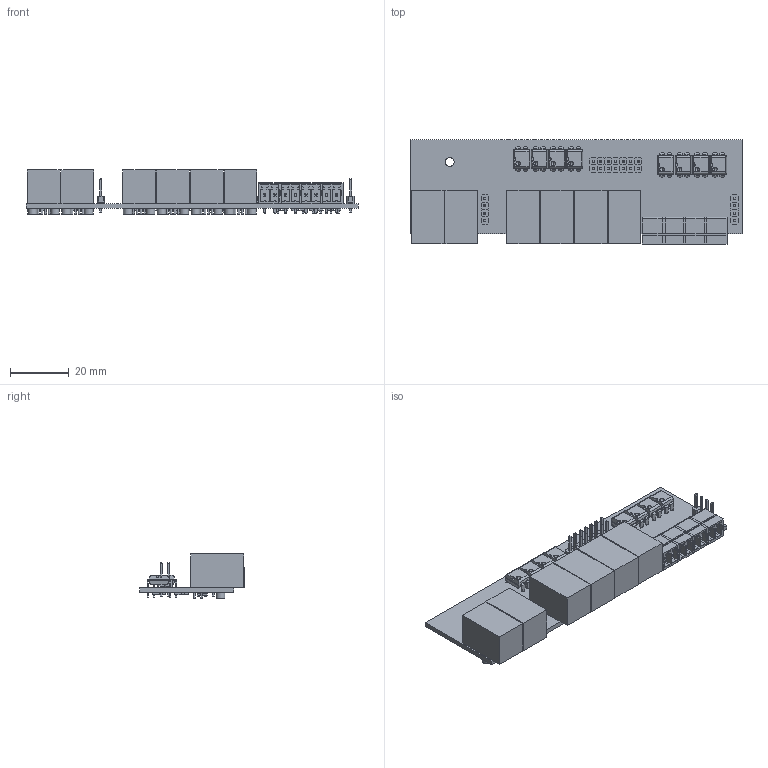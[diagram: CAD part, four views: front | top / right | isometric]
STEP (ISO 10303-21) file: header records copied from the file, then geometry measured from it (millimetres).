
FILE_DESCRIPTION(('Open CASCADE Model'),'2;1');
FILE_NAME('Open CASCADE Shape Model','2015-11-30T16:41:16',('Author'),( 'Open CASCADE'),'Open CASCADE STEP processor 6.5','Open CASCADE 6.5' ,'Unknown');
FILE_SCHEMA(('AUTOMOTIVE_DESIGN { 1 0 10303 214 1 1 1 1 }'));
Length unit declared in the file: millimetre
Products named in the file (62): PCB; Board; X22; PLS-1; X24; X20; C22; 0805_SMD_Capacitor; C23; C24; C25; C26; C27; C29; C31; C33; C37; D5; SOT-23; D6; R24; Resistor_0805; R25; R26; R27; R28; R29; R30; R31; R33; R34; R35; R36; R37; R38; R39; R40; R45; R49; U12 ...
Assembly tree (158 placements, depth 4):
  PCB
    Board
    X22
      PLS-1  x14
    X24
      PLS-1  x4
    X20
      PLS-1  x4
    C22
      0805_SMD_Capacitor
    C23
      0805_SMD_Capacitor
    C24
      0805_SMD_Capacitor
    C25
      0805_SMD_Capacitor
    C26
      0805_SMD_Capacitor
    C27
      0805_SMD_Capacitor
    C29
      0805_SMD_Capacitor
    C31
      0805_SMD_Capacitor
    C33
      0805_SMD_Capacitor
    C37
      0805_SMD_Capacitor
    D5
      SOT-23
    D6
      SOT-23
    R24
      Resistor_0805
    R25
      Resistor_0805
    R26
      Resistor_0805
    R27
      Resistor_0805
    R28
      Resistor_0805
    R29
      Resistor_0805
    R30
      Resistor_0805
    R31
      Resistor_0805
    R33
      Resistor_0805
    R34
      Resistor_0805
    R35
      Resistor_0805
    R36
      Resistor_0805
    R37
      Resistor_0805
    R38
      Resistor_0805
Bounding box: 113 x 35.45 x 15 mm (x, y, z)
Volume: 22275.3 mm3; surface area: 21835.1 mm2
Topology: 169 solids, 169 shells, 5125 faces, 12707 edges, 8094 vertices
Faces by surface type: plane 3306, bspline 1256, cylinder 467, sphere 96
Full cylindrical faces by diameter (mm): 0.7 x24, 0.9 x54, 1 x24, 1.4 x8, 3 x25
Entity records: 59291 total; most frequent: CARTESIAN_POINT 21004, DIRECTION 5687, LINE 3716, VECTOR 3716, ORIENTED_EDGE 3620, PCURVE 3620, DEFINITIONAL_REPRESENTATION 3620, EDGE_CURVE 1810
